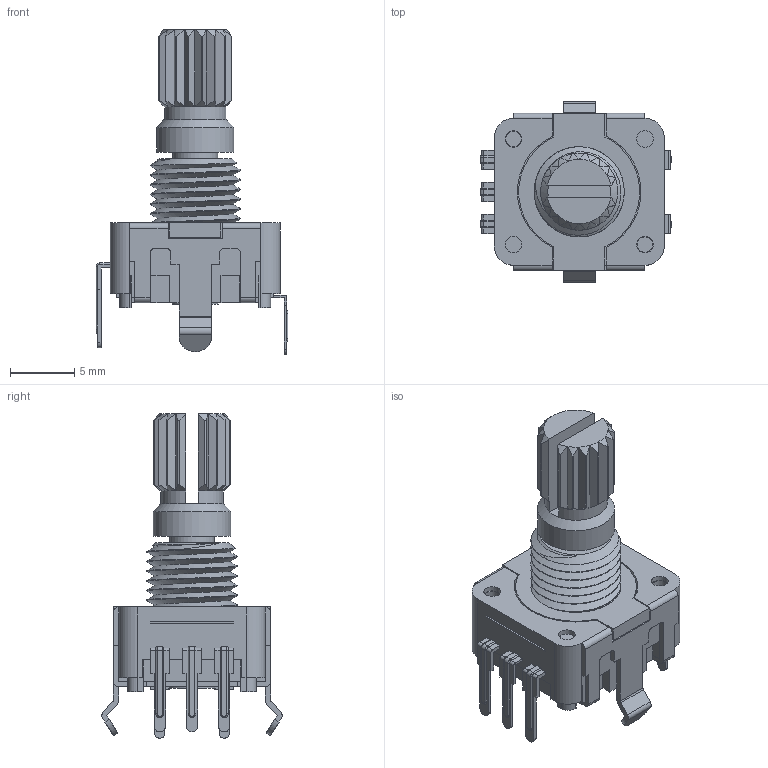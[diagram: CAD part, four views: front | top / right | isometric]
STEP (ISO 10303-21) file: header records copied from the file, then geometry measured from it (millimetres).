
FILE_DESCRIPTION(/* description */ (''),/* implementation_level */ '2;1');
FILE_NAME(/* name */ 'pec11r-4x15k-sxxxx.step',/* time_stamp */ '2020-12-04T21:33:55-05:00',/* author */ (''),/* organization */ (''),/* preprocessor_version */ 'ST-DEVELOPER v18.1',/* originating_system */ 'Autodesk Translation Framework v9.3.0.1241',/* authorisation */ '');
FILE_SCHEMA (('AUTOMOTIVE_DESIGN { 1 0 10303 214 3 1 1 }'));
Length unit declared in the file: millimetre
Products named in the file (1): pec11r-4x15k-sxxxx
Bounding box: 14.9 x 14 x 25.2 mm (x, y, z)
Volume: 1196.1 mm3; surface area: 1629.9 mm2
Topology: 1 solids, 2 shells, 487 faces, 1334 edges, 869 vertices
Faces by surface type: plane 318, cylinder 128, cone 24, torus 13, bspline 4
Full cylindrical faces by diameter (mm): 1.2 x2, 1.3 x4, 1.5 x1, 3.5 x2, 3.6 x1, 4.5 x1, 6 x2, 7 x5
Entity records: 17406 total; most frequent: CARTESIAN_POINT 4973, ORIENTED_EDGE 2668, DIRECTION 2489, EDGE_CURVE 1334, LINE 951, VECTOR 951, VERTEX_POINT 869, AXIS2_PLACEMENT_3D 769
